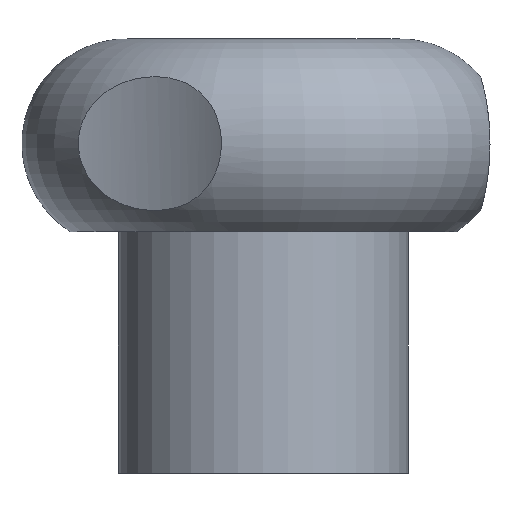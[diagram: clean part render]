
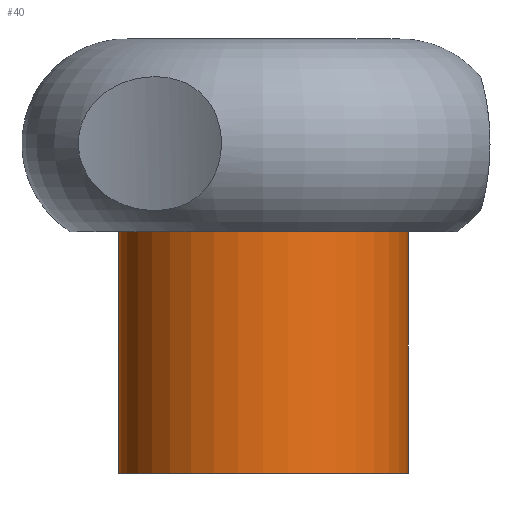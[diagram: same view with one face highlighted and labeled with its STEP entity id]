
A CAD part, left-side view. The second image highlights one B-rep face of the part: STEP entity #40.
In plain terms, the highlighted cylindrical face has radius 6 mm (diameter 12 mm), a full revolution.
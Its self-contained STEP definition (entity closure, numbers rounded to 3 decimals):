
#40 = ADVANCED_FACE( '', ( #85, #86 ), #87, .T. );
#85 = FACE_OUTER_BOUND( '', #139, .T. );
#86 = FACE_OUTER_BOUND( '', #140, .T. );
#87 = CYLINDRICAL_SURFACE( '', #141, 6. );
#139 = EDGE_LOOP( '', ( #191 ) );
#140 = EDGE_LOOP( '', ( #192 ) );
#141 = AXIS2_PLACEMENT_3D( '', #193, #194, #195 );
#191 = ORIENTED_EDGE( '', *, *, #255, .F. );
#192 = ORIENTED_EDGE( '', *, *, #256, .T. );
#193 = CARTESIAN_POINT( '', ( 0., 0., 57.15 ) );
#194 = DIRECTION( '', ( 0., 0., -1. ) );
#195 = DIRECTION( '', ( 1., 0., 0. ) );
#255 = EDGE_CURVE( '', #282, #282, #283, .T. );
#256 = EDGE_CURVE( '', #284, #284, #285, .T. );
#282 = VERTEX_POINT( '', #316 );
#283 = CIRCLE( '', #317, 6. );
#284 = VERTEX_POINT( '', #318 );
#285 = CIRCLE( '', #319, 6. );
#316 = CARTESIAN_POINT( '', ( 6., 0., 10. ) );
#317 = AXIS2_PLACEMENT_3D( '', #525, #526, #527 );
#318 = CARTESIAN_POINT( '', ( 6., 0., 0. ) );
#319 = AXIS2_PLACEMENT_3D( '', #528, #529, #530 );
#525 = CARTESIAN_POINT( '', ( 0., 0., 10. ) );
#526 = DIRECTION( '', ( 0., 0., 1. ) );
#527 = DIRECTION( '', ( 1., 0., 0. ) );
#528 = CARTESIAN_POINT( '', ( 0., 0., 0. ) );
#529 = DIRECTION( '', ( 0., 0., 1. ) );
#530 = DIRECTION( '', ( 1., 0., 0. ) );
